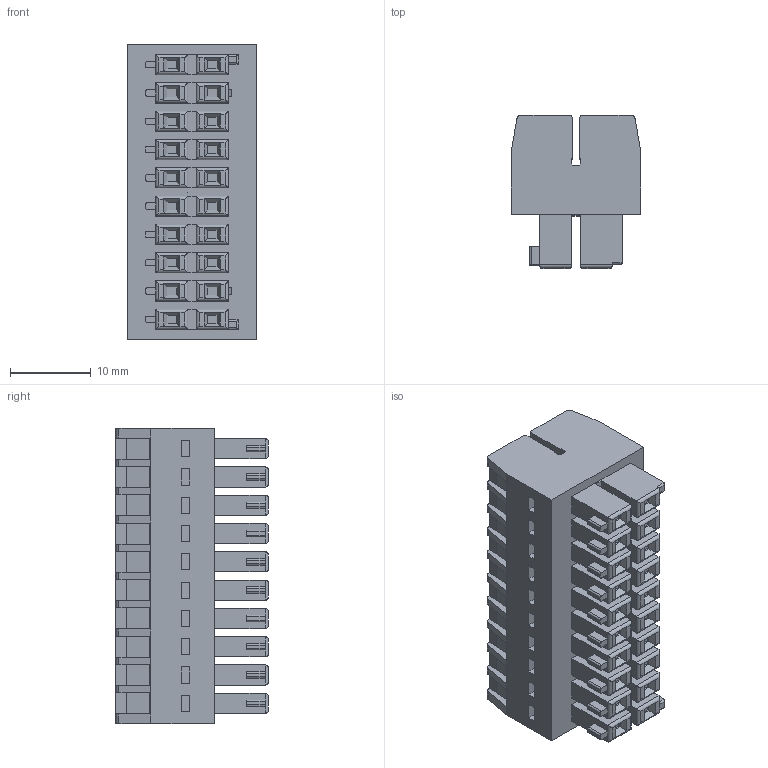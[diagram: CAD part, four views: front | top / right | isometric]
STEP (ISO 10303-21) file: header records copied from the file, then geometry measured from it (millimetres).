
FILE_DESCRIPTION(/* description */ ('STEP AP214'),/* implementation_level */ '2;1');
FILE_NAME(/* name */ '713-1110',/* time_stamp */ '2024-11-04T15:29:11+01:00',/* author */ ('License CC BY-ND 4.0'),/* organization */ ('CADENAS'),/* preprocessor_version */ 'ST-DEVELOPER v19.3',/* originating_system */ 'PARTsolutions',/* authorisation */ ' ');
FILE_SCHEMA (('AUTOMOTIVE_DESIGN {1 0 10303 214 3 1 1}'));
Length unit declared in the file: millimetre
Products named in the file (1): 713-1110
Bounding box: 16 x 18.9 x 36.5 mm (x, y, z)
Volume: 7507.4 mm3; surface area: 5582.6 mm2
Topology: 1 solids, 1 shells, 1144 faces, 2946 edges, 1836 vertices
Faces by surface type: plane 836, cylinder 228, cone 80
Entity records: 34320 total; most frequent: CARTESIAN_POINT 6527, ORIENTED_EDGE 5892, DIRECTION 5608, EDGE_CURVE 2946, LINE 2174, VECTOR 2174, VERTEX_POINT 1836, AXIS2_PLACEMENT_3D 1717
